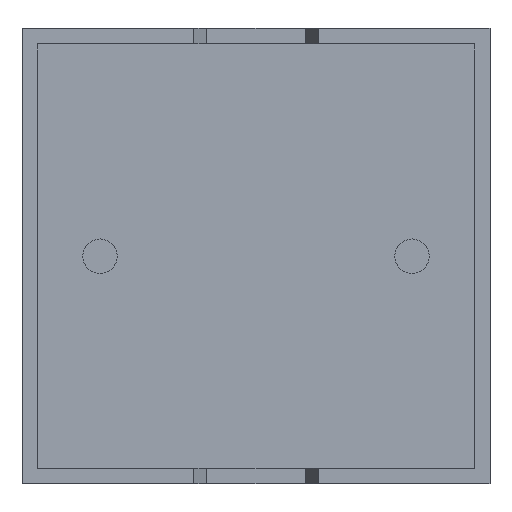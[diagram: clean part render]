
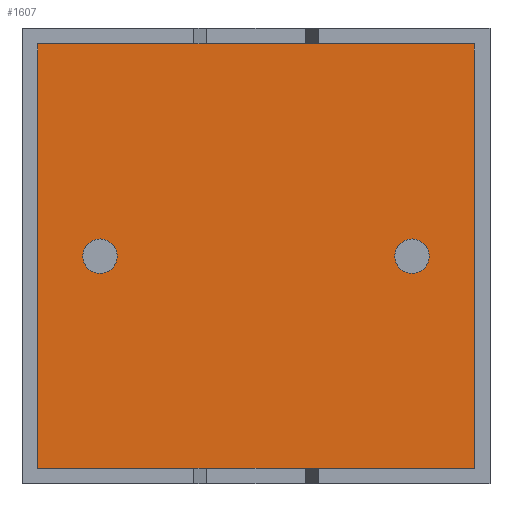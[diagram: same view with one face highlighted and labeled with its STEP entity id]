
A CAD part, front view. The second image highlights one B-rep face of the part: STEP entity #1607.
In plain terms, the highlighted planar face has unit normal (0, -1, 0).
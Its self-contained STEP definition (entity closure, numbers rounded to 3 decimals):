
#72 = EDGE_CURVE ( 'NONE', #1041, #1715, #1272, .T. ) ;
#73 = DIRECTION ( 'NONE',  ( 1., 0., 0. ) ) ;
#114 = VERTEX_POINT ( 'NONE', #1330 ) ;
#212 = DIRECTION ( 'NONE',  ( 0., 0., -1. ) ) ;
#236 = AXIS2_PLACEMENT_3D ( 'NONE', #2302, #2521, #212 ) ;
#269 = EDGE_LOOP ( 'NONE', ( #2676, #2388, #1217, #509 ) ) ;
#316 = DIRECTION ( 'NONE',  ( 0., -1., 0. ) ) ;
#377 = EDGE_CURVE ( 'NONE', #2762, #1325, #2307, .T. ) ;
#501 = CARTESIAN_POINT ( 'NONE',  ( 6.25, 0.75, 3.375 ) ) ;
#509 = ORIENTED_EDGE ( 'NONE', *, *, #2033, .T. ) ;
#511 = LINE ( 'NONE', #1469, #1006 ) ;
#515 = EDGE_CURVE ( 'NONE', #1325, #2762, #2465, .T. ) ;
#523 = VECTOR ( 'NONE', #73, 1000. ) ;
#536 = ORIENTED_EDGE ( 'NONE', *, *, #2636, .F. ) ;
#557 = PLANE ( 'NONE',  #236 ) ;
#599 = EDGE_CURVE ( 'NONE', #2870, #114, #2859, .T. ) ;
#629 = CARTESIAN_POINT ( 'NONE',  ( 6.25, 0.75, 3.65 ) ) ;
#844 = ORIENTED_EDGE ( 'NONE', *, *, #72, .F. ) ;
#931 = DIRECTION ( 'NONE',  ( 0., -1., 0. ) ) ;
#939 = CARTESIAN_POINT ( 'NONE',  ( 0.25, 0.75, 0.25 ) ) ;
#951 = EDGE_LOOP ( 'NONE', ( #844, #536 ) ) ;
#964 = CARTESIAN_POINT ( 'NONE',  ( 7.25, 0.75, 0.25 ) ) ;
#975 = LINE ( 'NONE', #1459, #523 ) ;
#1004 = CARTESIAN_POINT ( 'NONE',  ( 7.25, 0.75, 0.25 ) ) ;
#1006 = VECTOR ( 'NONE', #2138, 1000. ) ;
#1031 = DIRECTION ( 'NONE',  ( 0., 0., -1. ) ) ;
#1041 = VERTEX_POINT ( 'NONE', #1601 ) ;
#1105 = CIRCLE ( 'NONE', #2293, 0.275 ) ;
#1112 = VERTEX_POINT ( 'NONE', #939 ) ;
#1133 = LINE ( 'NONE', #1829, #1505 ) ;
#1157 = CARTESIAN_POINT ( 'NONE',  ( 6.25, 0.75, 3.925 ) ) ;
#1217 = ORIENTED_EDGE ( 'NONE', *, *, #599, .T. ) ;
#1242 = ORIENTED_EDGE ( 'NONE', *, *, #377, .F. ) ;
#1272 = CIRCLE ( 'NONE', #2761, 0.275 ) ;
#1325 = VERTEX_POINT ( 'NONE', #1157 ) ;
#1330 = CARTESIAN_POINT ( 'NONE',  ( 7.25, 0.75, 7.05 ) ) ;
#1459 = CARTESIAN_POINT ( 'NONE',  ( 0.25, 0.75, 0.25 ) ) ;
#1469 = CARTESIAN_POINT ( 'NONE',  ( 7.25, 0.75, 7.05 ) ) ;
#1505 = VECTOR ( 'NONE', #2551, 1000. ) ;
#1601 = CARTESIAN_POINT ( 'NONE',  ( 1.25, 0.75, 3.925 ) ) ;
#1607 = ADVANCED_FACE ( 'NONE', ( #1972, #1733, #2685 ), #557, .T. ) ;
#1706 = DIRECTION ( 'NONE',  ( 0., -1., 0. ) ) ;
#1710 = CARTESIAN_POINT ( 'NONE',  ( 0.25, 0.75, 7.05 ) ) ;
#1715 = VERTEX_POINT ( 'NONE', #2414 ) ;
#1733 = FACE_OUTER_BOUND ( 'NONE', #269, .T. ) ;
#1829 = CARTESIAN_POINT ( 'NONE',  ( 0.25, 0.75, 7.05 ) ) ;
#1963 = DIRECTION ( 'NONE',  ( 0., 0., -1. ) ) ;
#1972 = FACE_BOUND ( 'NONE', #2690, .T. ) ;
#2033 = EDGE_CURVE ( 'NONE', #114, #2312, #511, .T. ) ;
#2138 = DIRECTION ( 'NONE',  ( -1., 0., 0. ) ) ;
#2218 = AXIS2_PLACEMENT_3D ( 'NONE', #629, #2793, #2773 ) ;
#2236 = CARTESIAN_POINT ( 'NONE',  ( 6.25, 0.75, 3.65 ) ) ;
#2293 = AXIS2_PLACEMENT_3D ( 'NONE', #2574, #931, #2538 ) ;
#2302 = CARTESIAN_POINT ( 'NONE',  ( 0., 0.75, 0. ) ) ;
#2307 = CIRCLE ( 'NONE', #3008, 0.275 ) ;
#2312 = VERTEX_POINT ( 'NONE', #1710 ) ;
#2384 = EDGE_CURVE ( 'NONE', #2312, #1112, #1133, .T. ) ;
#2388 = ORIENTED_EDGE ( 'NONE', *, *, #2858, .T. ) ;
#2414 = CARTESIAN_POINT ( 'NONE',  ( 1.25, 0.75, 3.375 ) ) ;
#2426 = CARTESIAN_POINT ( 'NONE',  ( 1.25, 0.75, 3.65 ) ) ;
#2465 = CIRCLE ( 'NONE', #2218, 0.275 ) ;
#2521 = DIRECTION ( 'NONE',  ( 0., -1., 0. ) ) ;
#2538 = DIRECTION ( 'NONE',  ( 0., 0., -1. ) ) ;
#2551 = DIRECTION ( 'NONE',  ( 0., 0., -1. ) ) ;
#2574 = CARTESIAN_POINT ( 'NONE',  ( 1.25, 0.75, 3.65 ) ) ;
#2636 = EDGE_CURVE ( 'NONE', #1715, #1041, #1105, .T. ) ;
#2676 = ORIENTED_EDGE ( 'NONE', *, *, #2384, .T. ) ;
#2685 = FACE_BOUND ( 'NONE', #951, .T. ) ;
#2690 = EDGE_LOOP ( 'NONE', ( #3050, #1242 ) ) ;
#2761 = AXIS2_PLACEMENT_3D ( 'NONE', #2426, #316, #1963 ) ;
#2762 = VERTEX_POINT ( 'NONE', #501 ) ;
#2773 = DIRECTION ( 'NONE',  ( 0., 0., -1. ) ) ;
#2793 = DIRECTION ( 'NONE',  ( 0., -1., 0. ) ) ;
#2858 = EDGE_CURVE ( 'NONE', #1112, #2870, #975, .T. ) ;
#2859 = LINE ( 'NONE', #964, #2916 ) ;
#2870 = VERTEX_POINT ( 'NONE', #1004 ) ;
#2916 = VECTOR ( 'NONE', #3060, 1000. ) ;
#3008 = AXIS2_PLACEMENT_3D ( 'NONE', #2236, #1706, #1031 ) ;
#3050 = ORIENTED_EDGE ( 'NONE', *, *, #515, .F. ) ;
#3060 = DIRECTION ( 'NONE',  ( 0., 0., 1. ) ) ;
